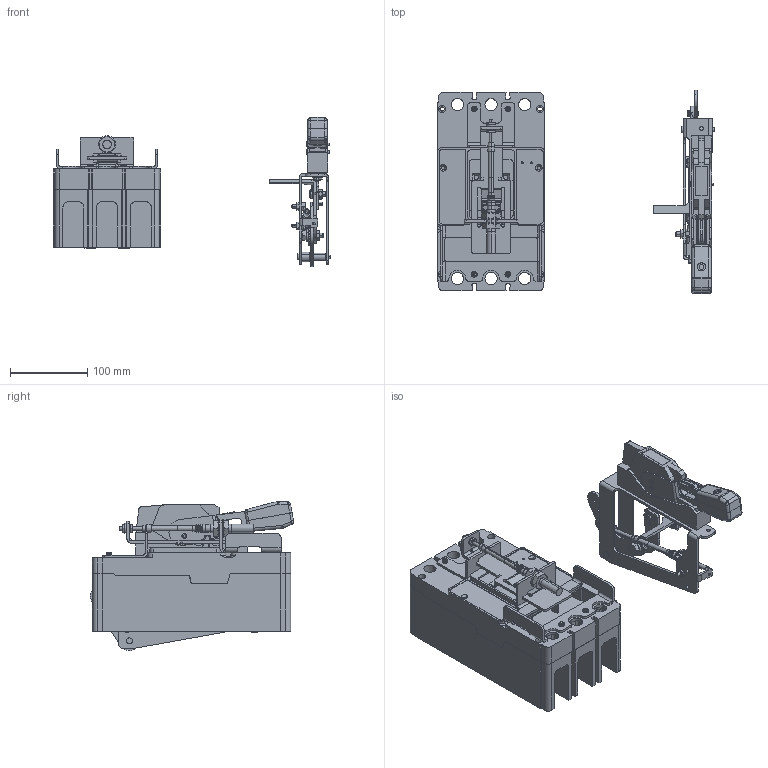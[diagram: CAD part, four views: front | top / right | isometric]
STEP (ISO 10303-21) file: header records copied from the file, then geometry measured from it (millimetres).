
FILE_DESCRIPTION (( 'STEP AP203' ), '1' );
FILE_NAME ('F3S06HPX.step', '2021-02-09T16:42:42', ( '' ), ( '' ), 'SwSTEP 2.0', 'SolidWorks 2019', '' );
FILE_SCHEMA (( 'CONFIG_CONTROL_DESIGN' ));
Length unit declared in the file: inch
Products named in the file (3): F3S06HPX_BREAKER; F3S06HPX_HANDLE; F3S06HPX
Assembly tree (2 placements, depth 2):
  F3S06HPX
    F3S06HPX_BREAKER
    F3S06HPX_HANDLE
Bounding box: 359.79 x 263.59 x 193.7 mm (x, y, z)
Volume: 2987771.2 mm3; surface area: 573424.9 mm2
Topology: 81 solids, 81 shells, 2972 faces, 7805 edges, 5047 vertices
Faces by surface type: plane 1428, cylinder 1143, cone 226, bspline 167, torus 8
Entity records: 100813 total; most frequent: CARTESIAN_POINT 27132, ORIENTED_EDGE 15542, DIRECTION 15046, EDGE_CURVE 7771, AXIS2_PLACEMENT_3D 5315, VERTEX_POINT 5047, LINE 4416, VECTOR 4416
